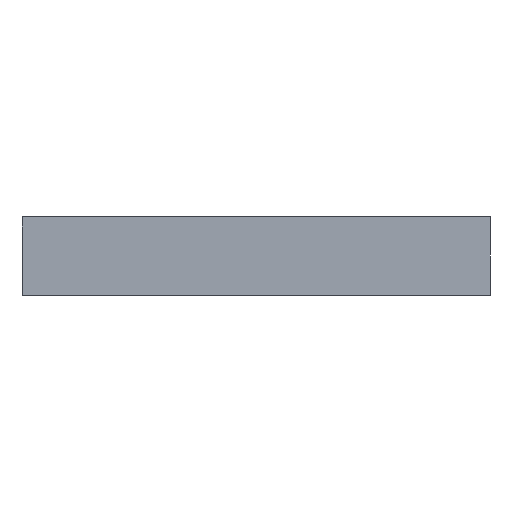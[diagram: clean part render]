
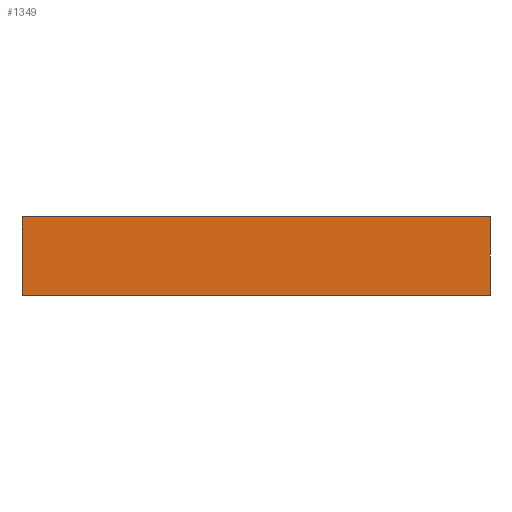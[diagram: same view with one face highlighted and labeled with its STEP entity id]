
A CAD part, left-side view. The second image highlights one B-rep face of the part: STEP entity #1349.
In plain terms, the highlighted planar face has unit normal (-1, 0, 0).
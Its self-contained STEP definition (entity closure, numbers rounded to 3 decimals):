
#10 = CARTESIAN_POINT ( 'NONE',  ( 0., 7.291, 11.63 ) ) ;
#15 = CARTESIAN_POINT ( 'NONE',  ( 0., 46.668, 11.467 ) ) ;
#52 = VERTEX_POINT ( 'NONE', #421 ) ;
#60 = B_SPLINE_CURVE_WITH_KNOTS ( 'NONE', 3,
 ( #1096, #1227, #211, #223, #1211, #558, #1106, #431, #1325, #455, #1116, #322, #15, #548, #568, #664, #1315, #882, #771, #1335, #1003, #117, #995, #1111, #654, #659, #448, #1431, #443, #784, #326, #1220, #989, #342, #1101, #874, #207, #999, #1331, #671, #1008, #10, #1428, #675, #553, #107, #775, #112 ),
 .UNSPECIFIED., .F., .F.,
 ( 4, 2, 2, 2, 2, 2, 2, 2, 2, 2, 2, 2, 2, 2, 2, 2, 2, 2, 2, 2, 2, 2, 2, 4 ),
 ( 0., 0.002, 0.004, 0.009, 0.018, 0.022, 0.024, 0.026, 0.028, 0.031, 0.033, 0.035, 0.039, 0.044, 0.048, 0.05, 0.053, 0.055, 0.057, 0.059, 0.061, 0.066, 0.068, 0.07 ),
 .UNSPECIFIED. ) ;
#69 = DIRECTION ( 'NONE',  ( 1., 0., 0. ) ) ;
#99 = AXIS2_PLACEMENT_3D ( 'NONE', #291, #69, #514 ) ;
#107 = CARTESIAN_POINT ( 'NONE',  ( 0., 1.458, 11.678 ) ) ;
#112 = CARTESIAN_POINT ( 'NONE',  ( 0., 0., 11.742 ) ) ;
#117 = CARTESIAN_POINT ( 'NONE',  ( 0., 36.458, 11.532 ) ) ;
#120 = DIRECTION ( 'NONE',  ( 0., 0., -1. ) ) ;
#177 = LINE ( 'NONE', #534, #1313 ) ;
#196 = EDGE_CURVE ( 'NONE', #199, #52, #1304, .T. ) ;
#199 = VERTEX_POINT ( 'NONE', #433 ) ;
#207 = CARTESIAN_POINT ( 'NONE',  ( 0., 13.854, 11.622 ) ) ;
#211 = CARTESIAN_POINT ( 'NONE',  ( 0., 68.542, 11.684 ) ) ;
#219 = DIRECTION ( 'NONE',  ( 0., -1., 0. ) ) ;
#223 = CARTESIAN_POINT ( 'NONE',  ( 0., 67.084, 11.674 ) ) ;
#246 = EDGE_CURVE ( 'NONE', #1384, #52, #475, .T. ) ;
#255 = ORIENTED_EDGE ( 'NONE', *, *, #196, .F. ) ;
#291 = CARTESIAN_POINT ( 'NONE',  ( 0., 0., 13.975 ) ) ;
#295 = ORIENTED_EDGE ( 'NONE', *, *, #246, .T. ) ;
#322 = CARTESIAN_POINT ( 'NONE',  ( 0., 47.397, 11.462 ) ) ;
#326 = CARTESIAN_POINT ( 'NONE',  ( 0., 20.416, 11.454 ) ) ;
#332 = DIRECTION ( 'NONE',  ( 0., 0., -1. ) ) ;
#340 = VERTEX_POINT ( 'NONE', #1198 ) ;
#342 = CARTESIAN_POINT ( 'NONE',  ( 0., 16.771, 11.562 ) ) ;
#421 = CARTESIAN_POINT ( 'NONE',  ( 0., 0., 0. ) ) ;
#431 = CARTESIAN_POINT ( 'NONE',  ( 0., 58.334, 11.586 ) ) ;
#433 = CARTESIAN_POINT ( 'NONE',  ( 0., 0., 11.742 ) ) ;
#443 = CARTESIAN_POINT ( 'NONE',  ( 0., 23.332, 11.415 ) ) ;
#448 = CARTESIAN_POINT ( 'NONE',  ( 0., 27.708, 11.424 ) ) ;
#455 = CARTESIAN_POINT ( 'NONE',  ( 0., 51.043, 11.48 ) ) ;
#475 = LINE ( 'NONE', #537, #963 ) ;
#503 = EDGE_CURVE ( 'NONE', #340, #1384, #177, .T. ) ;
#514 = DIRECTION ( 'NONE',  ( 0., 0., -1. ) ) ;
#534 = CARTESIAN_POINT ( 'NONE',  ( 0., 70., 13.975 ) ) ;
#537 = CARTESIAN_POINT ( 'NONE',  ( 0., 0., 0. ) ) ;
#548 = CARTESIAN_POINT ( 'NONE',  ( 0., 45.209, 11.49 ) ) ;
#551 = VECTOR ( 'NONE', #332, 1000. ) ;
#553 = CARTESIAN_POINT ( 'NONE',  ( 0., 2.916, 11.652 ) ) ;
#558 = CARTESIAN_POINT ( 'NONE',  ( 0., 64.167, 11.662 ) ) ;
#568 = CARTESIAN_POINT ( 'NONE',  ( 0., 44.48, 11.51 ) ) ;
#636 = ORIENTED_EDGE ( 'NONE', *, *, #503, .T. ) ;
#654 = CARTESIAN_POINT ( 'NONE',  ( 0., 32.083, 11.462 ) ) ;
#659 = CARTESIAN_POINT ( 'NONE',  ( 0., 29.166, 11.435 ) ) ;
#664 = CARTESIAN_POINT ( 'NONE',  ( 0., 43.021, 11.548 ) ) ;
#671 = CARTESIAN_POINT ( 'NONE',  ( 0., 10.208, 11.626 ) ) ;
#675 = CARTESIAN_POINT ( 'NONE',  ( 0., 3.645, 11.647 ) ) ;
#771 = CARTESIAN_POINT ( 'NONE',  ( 0., 40.104, 11.587 ) ) ;
#775 = CARTESIAN_POINT ( 'NONE',  ( 0., 0.729, 11.7 ) ) ;
#784 = CARTESIAN_POINT ( 'NONE',  ( 0., 21.145, 11.441 ) ) ;
#874 = CARTESIAN_POINT ( 'NONE',  ( 0., 14.584, 11.614 ) ) ;
#882 = CARTESIAN_POINT ( 'NONE',  ( 0., 40.833, 11.585 ) ) ;
#884 = CARTESIAN_POINT ( 'NONE',  ( 0., 0., 13.975 ) ) ;
#918 = ORIENTED_EDGE ( 'NONE', *, *, #921, .F. ) ;
#921 = EDGE_CURVE ( 'NONE', #340, #199, #60, .T. ) ;
#963 = VECTOR ( 'NONE', #219, 1000. ) ;
#989 = CARTESIAN_POINT ( 'NONE',  ( 0., 18.229, 11.516 ) ) ;
#995 = CARTESIAN_POINT ( 'NONE',  ( 0., 35.729, 11.518 ) ) ;
#999 = CARTESIAN_POINT ( 'NONE',  ( 0., 12.396, 11.628 ) ) ;
#1003 = CARTESIAN_POINT ( 'NONE',  ( 0., 37.917, 11.559 ) ) ;
#1008 = CARTESIAN_POINT ( 'NONE',  ( 0., 9.479, 11.626 ) ) ;
#1060 = EDGE_LOOP ( 'NONE', ( #918, #636, #295, #255 ) ) ;
#1074 = CARTESIAN_POINT ( 'NONE',  ( 0., 70., 0. ) ) ;
#1096 = CARTESIAN_POINT ( 'NONE',  ( 0., 70., 11.71 ) ) ;
#1101 = CARTESIAN_POINT ( 'NONE',  ( 0., 16.042, 11.583 ) ) ;
#1106 = CARTESIAN_POINT ( 'NONE',  ( 0., 62.708, 11.647 ) ) ;
#1111 = CARTESIAN_POINT ( 'NONE',  ( 0., 33.541, 11.48 ) ) ;
#1116 = CARTESIAN_POINT ( 'NONE',  ( 0., 49.585, 11.461 ) ) ;
#1136 = PLANE ( 'NONE',  #99 ) ;
#1181 = FACE_OUTER_BOUND ( 'NONE', #1060, .T. ) ;
#1198 = CARTESIAN_POINT ( 'NONE',  ( 0., 70., 11.71 ) ) ;
#1211 = CARTESIAN_POINT ( 'NONE',  ( 0., 66.354, 11.672 ) ) ;
#1220 = CARTESIAN_POINT ( 'NONE',  ( 0., 18.958, 11.492 ) ) ;
#1227 = CARTESIAN_POINT ( 'NONE',  ( 0., 69.271, 11.694 ) ) ;
#1304 = LINE ( 'NONE', #884, #551 ) ;
#1313 = VECTOR ( 'NONE', #120, 1000. ) ;
#1315 = CARTESIAN_POINT ( 'NONE',  ( 0., 42.292, 11.566 ) ) ;
#1325 = CARTESIAN_POINT ( 'NONE',  ( 0., 55.417, 11.54 ) ) ;
#1331 = CARTESIAN_POINT ( 'NONE',  ( 0., 11.667, 11.626 ) ) ;
#1335 = CARTESIAN_POINT ( 'NONE',  ( 0., 38.646, 11.573 ) ) ;
#1349 = ADVANCED_FACE ( 'NONE', ( #1181 ), #1136, .F. ) ;
#1384 = VERTEX_POINT ( 'NONE', #1074 ) ;
#1428 = CARTESIAN_POINT ( 'NONE',  ( 0., 5.833, 11.638 ) ) ;
#1431 = CARTESIAN_POINT ( 'NONE',  ( 0., 24.791, 11.415 ) ) ;
